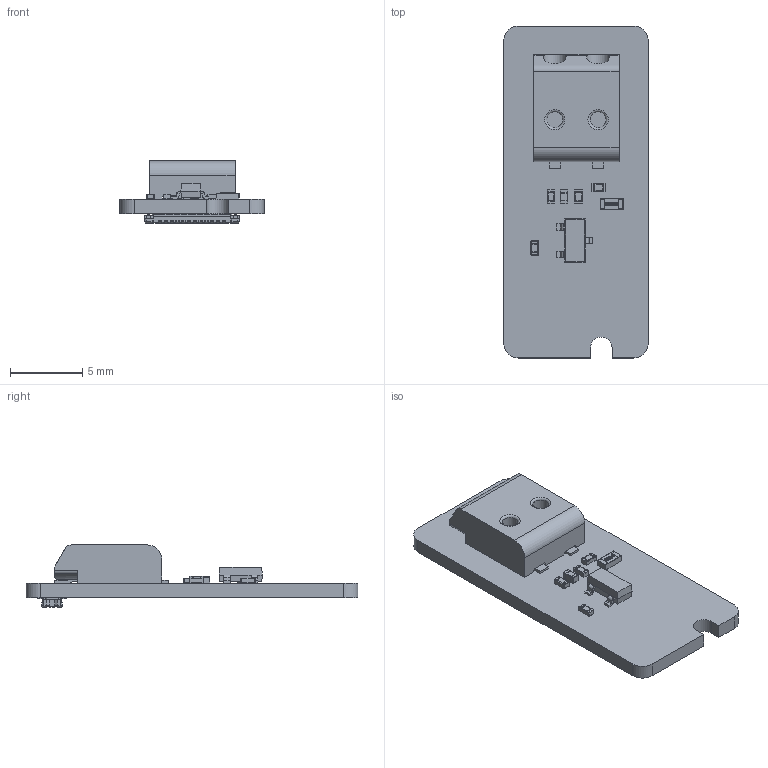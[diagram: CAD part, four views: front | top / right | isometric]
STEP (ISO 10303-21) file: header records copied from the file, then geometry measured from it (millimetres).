
FILE_DESCRIPTION(/* description */ ('PCB Design'),/* implementation_level */ '2;1');
FILE_NAME(/* name */ 'RAK13011_VB_2022_0801_1',/* time_stamp */ '2022-09-13T23:43:10+08:00',/* author */ (''),/* organization */ (''),/* preprocessor_version */ 'ST-DEVELOPER v16',/* originating_system */ 'allegro_17.4S012',/* authorisation */ '');
FILE_SCHEMA (('AUTOMOTIVE_DESIGN { 1 0 10303 214 3 1 1 }'));
Length unit declared in the file: millimetre
Products named in the file (15): RAK13011_VB_2022_0801_1; BOARD_OUTLINE; COMPONENTS; SR0603; SR0402; SC0402; BTB24_2X12_4MM_M; SOT23; TB2-3-S-R; User Library-Rchip; RES-SM-CHIP; CAP-SM-MLCC-0402[1005]; axe624124; CircuitWorks-SOT-23; _2059-302/998-403
Assembly tree (17 placements, depth 4):
  RAK13011_VB_2022_0801_1
    BOARD_OUTLINE
    COMPONENTS
      SR0603
        User Library-Rchip
      SR0402  x4
        RES-SM-CHIP
      SC0402
        CAP-SM-MLCC-0402[1005]
      BTB24_2X12_4MM_M
        axe624124
      SOT23
        CircuitWorks-SOT-23
      TB2-3-S-R
        _2059-302/998-403
Bounding box: 10 x 23 x 4.3 mm (x, y, z)
Volume: 103.9 mm3; surface area: 780 mm2
Topology: 12 solids, 13 shells, 1122 faces, 2908 edges, 1806 vertices
Faces by surface type: plane 681, cylinder 286, torus 78, bspline 73, cone 4
Full cylindrical faces by diameter (mm): 1.1 x2, 1.6 x2
Entity records: 31987 total; most frequent: CARTESIAN_POINT 8624, ORIENTED_EDGE 4734, DIRECTION 4268, EDGE_CURVE 2368, VECTOR 1786, LINE 1786, VERTEX_POINT 1518, AXIS2_PLACEMENT_3D 1279
